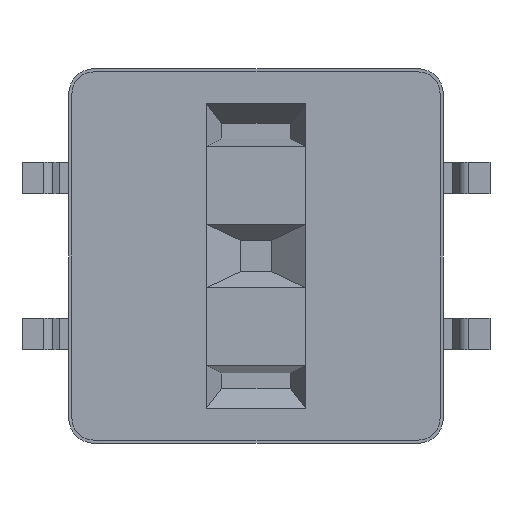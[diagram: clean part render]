
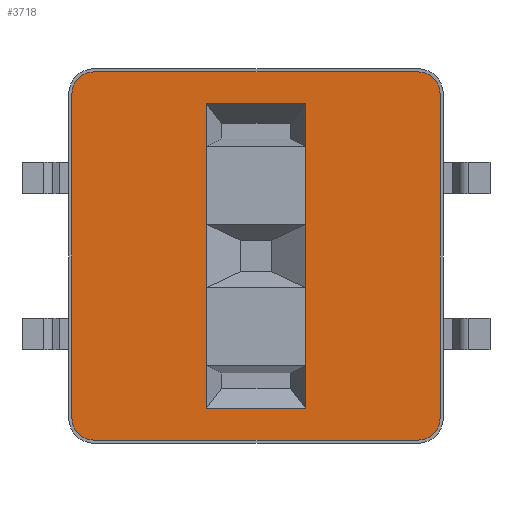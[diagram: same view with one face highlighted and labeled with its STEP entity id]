
A CAD part, front view. The second image highlights one B-rep face of the part: STEP entity #3718.
In plain terms, the highlighted planar face has unit normal (0, -1, 0).
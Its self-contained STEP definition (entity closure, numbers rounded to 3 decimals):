
#248=FACE_BOUND('',#730,.T.);
#290=PLANE('',#4041);
#492=FACE_OUTER_BOUND('',#729,.T.);
#729=EDGE_LOOP('',(#2953,#2954,#2955,#2956,#2957,#2958,#2959,#2960));
#730=EDGE_LOOP('',(#2961,#2962,#2963,#2964));
#1028=LINE('',#5711,#1419);
#1031=LINE('',#5719,#1422);
#1034=LINE('',#5727,#1425);
#1037=LINE('',#5734,#1428);
#1038=LINE('',#5738,#1429);
#1039=LINE('',#5740,#1430);
#1040=LINE('',#5742,#1431);
#1041=LINE('',#5743,#1432);
#1419=VECTOR('',#4627,1000.);
#1422=VECTOR('',#4636,1000.);
#1425=VECTOR('',#4645,1000.);
#1428=VECTOR('',#4654,1000.);
#1429=VECTOR('',#4657,1000.);
#1430=VECTOR('',#4658,1000.);
#1431=VECTOR('',#4659,1000.);
#1432=VECTOR('',#4660,1000.);
#1746=CIRCLE('',#4030,0.7);
#1747=CIRCLE('',#4033,0.7);
#1748=CIRCLE('',#4036,0.7);
#1749=CIRCLE('',#4039,0.7);
#1946=VERTEX_POINT('',#5704);
#1947=VERTEX_POINT('',#5705);
#1948=VERTEX_POINT('',#5710);
#1949=VERTEX_POINT('',#5714);
#1950=VERTEX_POINT('',#5718);
#1951=VERTEX_POINT('',#5722);
#1952=VERTEX_POINT('',#5726);
#1953=VERTEX_POINT('',#5730);
#1954=VERTEX_POINT('',#5736);
#1955=VERTEX_POINT('',#5737);
#1956=VERTEX_POINT('',#5739);
#1957=VERTEX_POINT('',#5741);
#2298=EDGE_CURVE('',#1946,#1947,#1746,.T.);
#2301=EDGE_CURVE('',#1948,#1946,#1028,.T.);
#2303=EDGE_CURVE('',#1949,#1948,#1747,.T.);
#2305=EDGE_CURVE('',#1950,#1949,#1031,.T.);
#2307=EDGE_CURVE('',#1951,#1950,#1748,.T.);
#2309=EDGE_CURVE('',#1952,#1951,#1034,.T.);
#2311=EDGE_CURVE('',#1953,#1952,#1749,.T.);
#2313=EDGE_CURVE('',#1947,#1953,#1037,.T.);
#2314=EDGE_CURVE('',#1954,#1955,#1038,.T.);
#2315=EDGE_CURVE('',#1956,#1954,#1039,.T.);
#2316=EDGE_CURVE('',#1957,#1956,#1040,.T.);
#2317=EDGE_CURVE('',#1955,#1957,#1041,.T.);
#2953=ORIENTED_EDGE('',*,*,#2301,.T.);
#2954=ORIENTED_EDGE('',*,*,#2298,.T.);
#2955=ORIENTED_EDGE('',*,*,#2313,.T.);
#2956=ORIENTED_EDGE('',*,*,#2311,.T.);
#2957=ORIENTED_EDGE('',*,*,#2309,.T.);
#2958=ORIENTED_EDGE('',*,*,#2307,.T.);
#2959=ORIENTED_EDGE('',*,*,#2305,.T.);
#2960=ORIENTED_EDGE('',*,*,#2303,.T.);
#2961=ORIENTED_EDGE('',*,*,#2314,.F.);
#2962=ORIENTED_EDGE('',*,*,#2315,.F.);
#2963=ORIENTED_EDGE('',*,*,#2316,.F.);
#2964=ORIENTED_EDGE('',*,*,#2317,.F.);
#3718=ADVANCED_FACE('',(#492,#248),#290,.T.);
#4030=AXIS2_PLACEMENT_3D('',#5706,#4621,#4622);
#4033=AXIS2_PLACEMENT_3D('',#5715,#4631,#4632);
#4036=AXIS2_PLACEMENT_3D('',#5723,#4640,#4641);
#4039=AXIS2_PLACEMENT_3D('',#5731,#4649,#4650);
#4041=AXIS2_PLACEMENT_3D('',#5735,#4655,#4656);
#4621=DIRECTION('center_axis',(0.,-1.,0.));
#4622=DIRECTION('ref_axis',(0.,0.,1.));
#4627=DIRECTION('',(0.,0.,1.));
#4631=DIRECTION('center_axis',(0.,-1.,0.));
#4632=DIRECTION('ref_axis',(0.,0.,-1.));
#4636=DIRECTION('',(1.,0.,0.));
#4640=DIRECTION('center_axis',(0.,-1.,0.));
#4641=DIRECTION('ref_axis',(0.,0.,1.));
#4645=DIRECTION('',(0.,0.,-1.));
#4649=DIRECTION('center_axis',(0.,-1.,0.));
#4650=DIRECTION('ref_axis',(0.,0.,1.));
#4654=DIRECTION('',(-1.,0.,0.));
#4655=DIRECTION('center_axis',(0.,-1.,0.));
#4656=DIRECTION('ref_axis',(0.,0.,-1.));
#4657=DIRECTION('',(0.,0.,1.));
#4658=DIRECTION('',(1.,0.,0.));
#4659=DIRECTION('',(0.,0.,-1.));
#4660=DIRECTION('',(-1.,0.,0.));
#5704=CARTESIAN_POINT('',(6.724,0.058,4.726));
#5705=CARTESIAN_POINT('',(6.024,0.058,5.426));
#5706=CARTESIAN_POINT('Origin',(6.024,0.058,4.726));
#5710=CARTESIAN_POINT('',(6.724,0.058,-5.674));
#5711=CARTESIAN_POINT('',(6.724,0.058,4.726));
#5714=CARTESIAN_POINT('',(6.024,0.058,-6.374));
#5715=CARTESIAN_POINT('Origin',(6.024,0.058,-5.674));
#5718=CARTESIAN_POINT('',(-4.376,0.058,-6.374));
#5719=CARTESIAN_POINT('',(6.024,0.058,-6.374));
#5722=CARTESIAN_POINT('',(-5.076,0.058,-5.674));
#5723=CARTESIAN_POINT('Origin',(-4.376,0.058,-5.674));
#5726=CARTESIAN_POINT('',(-5.076,0.058,4.726));
#5727=CARTESIAN_POINT('',(-5.076,0.058,4.726));
#5730=CARTESIAN_POINT('',(-4.376,0.058,5.426));
#5731=CARTESIAN_POINT('Origin',(-4.376,0.058,4.726));
#5734=CARTESIAN_POINT('',(6.024,0.058,5.426));
#5735=CARTESIAN_POINT('Origin',(-4.376,0.058,-5.674));
#5736=CARTESIAN_POINT('',(2.424,0.058,-5.374));
#5737=CARTESIAN_POINT('',(2.424,0.058,4.426));
#5738=CARTESIAN_POINT('',(2.424,0.058,4.426));
#5739=CARTESIAN_POINT('',(-0.776,0.058,-5.374));
#5740=CARTESIAN_POINT('',(2.424,0.058,-5.374));
#5741=CARTESIAN_POINT('',(-0.776,0.058,4.426));
#5742=CARTESIAN_POINT('',(-0.776,0.058,4.426));
#5743=CARTESIAN_POINT('',(2.424,0.058,4.426));
